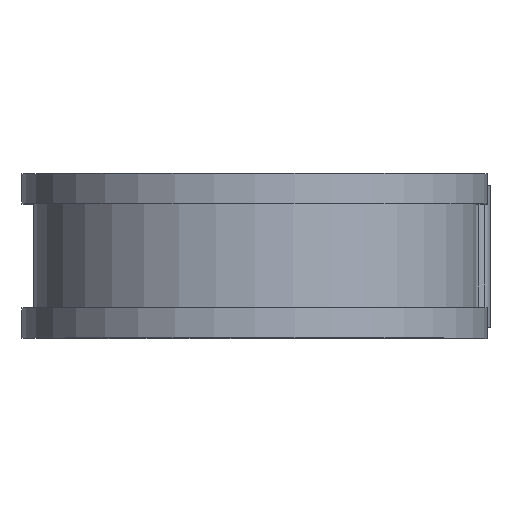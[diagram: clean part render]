
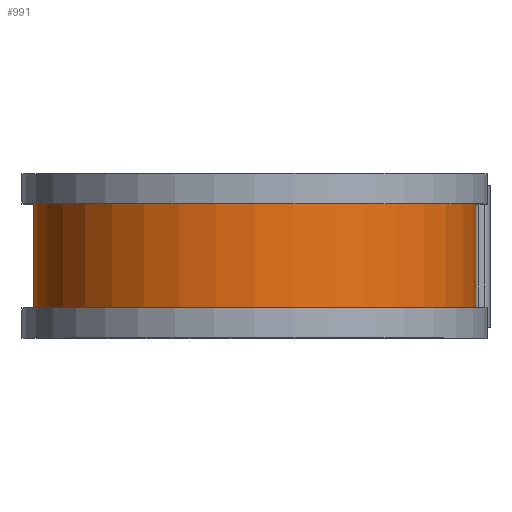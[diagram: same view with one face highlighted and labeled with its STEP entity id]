
A CAD part, top view. The second image highlights one B-rep face of the part: STEP entity #991.
In plain terms, the highlighted cylindrical face has radius 29.731 mm (diameter 59.461 mm), a partial arc.
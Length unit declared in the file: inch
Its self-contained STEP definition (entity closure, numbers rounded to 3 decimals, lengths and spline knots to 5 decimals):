
#97 = ORIENTED_EDGE ( 'NONE', *, *, #1254, .T. ) ;
#191 = VERTEX_POINT ( 'NONE', #653 ) ;
#335 = EDGE_CURVE ( 'NONE', #1004, #1592, #1637, .T. ) ;
#376 = DIRECTION ( 'NONE',  ( 0., 0., -1. ) ) ;
#384 = DIRECTION ( 'NONE',  ( 0., -1., 0. ) ) ;
#426 = EDGE_CURVE ( 'NONE', #191, #1004, #1404, .T. ) ;
#491 = CARTESIAN_POINT ( 'NONE',  ( 0., -0.275, 0. ) ) ;
#494 = CIRCLE ( 'NONE', #1527, 1.1705 ) ;
#580 = CYLINDRICAL_SURFACE ( 'NONE', #621, 1.1705 ) ;
#621 = AXIS2_PLACEMENT_3D ( 'NONE', #1187, #1174, #1182 ) ;
#653 = CARTESIAN_POINT ( 'NONE',  ( 1.1705, 0.275, 0. ) ) ;
#726 = CARTESIAN_POINT ( 'NONE',  ( 0., 0.275, 0. ) ) ;
#747 = DIRECTION ( 'NONE',  ( 0., -1., 0. ) ) ;
#766 = DIRECTION ( 'NONE',  ( 0., 0., -1. ) ) ;
#771 = AXIS2_PLACEMENT_3D ( 'NONE', #491, #384, #376 ) ;
#785 = CARTESIAN_POINT ( 'NONE',  ( 0., -0.275, -1.1705 ) ) ;
#811 = LINE ( 'NONE', #1666, #1474 ) ;
#934 = FACE_OUTER_BOUND ( 'NONE', #1268, .T. ) ;
#953 = EDGE_CURVE ( 'NONE', #191, #1304, #494, .T. ) ;
#991 = ADVANCED_FACE ( 'NONE', ( #934 ), #580, .T. ) ;
#1004 = VERTEX_POINT ( 'NONE', #1266 ) ;
#1028 = DIRECTION ( 'NONE',  ( 0., -1., 0. ) ) ;
#1038 = CARTESIAN_POINT ( 'NONE',  ( 1.1705, 0.375, 0. ) ) ;
#1060 = CARTESIAN_POINT ( 'NONE',  ( 0., 0.275, -1.1705 ) ) ;
#1174 = DIRECTION ( 'NONE',  ( 0., -1., 0. ) ) ;
#1182 = DIRECTION ( 'NONE',  ( 0., 0., -1. ) ) ;
#1187 = CARTESIAN_POINT ( 'NONE',  ( 0., 0.375, 0. ) ) ;
#1201 = ORIENTED_EDGE ( 'NONE', *, *, #953, .T. ) ;
#1254 = EDGE_CURVE ( 'NONE', #1304, #1592, #811, .T. ) ;
#1266 = CARTESIAN_POINT ( 'NONE',  ( 1.1705, -0.275, 0. ) ) ;
#1268 = EDGE_LOOP ( 'NONE', ( #1654, #1201, #97, #1711 ) ) ;
#1304 = VERTEX_POINT ( 'NONE', #1060 ) ;
#1404 = LINE ( 'NONE', #1038, #1410 ) ;
#1410 = VECTOR ( 'NONE', #1028, 39.37008 ) ;
#1434 = DIRECTION ( 'NONE',  ( 0., -1., 0. ) ) ;
#1474 = VECTOR ( 'NONE', #1434, 39.37008 ) ;
#1527 = AXIS2_PLACEMENT_3D ( 'NONE', #726, #747, #766 ) ;
#1592 = VERTEX_POINT ( 'NONE', #785 ) ;
#1637 = CIRCLE ( 'NONE', #771, 1.1705 ) ;
#1654 = ORIENTED_EDGE ( 'NONE', *, *, #426, .F. ) ;
#1666 = CARTESIAN_POINT ( 'NONE',  ( 0., 0.375, -1.1705 ) ) ;
#1711 = ORIENTED_EDGE ( 'NONE', *, *, #335, .F. ) ;
